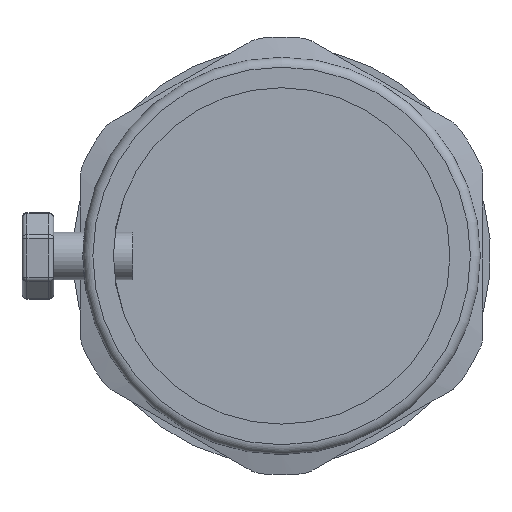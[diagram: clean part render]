
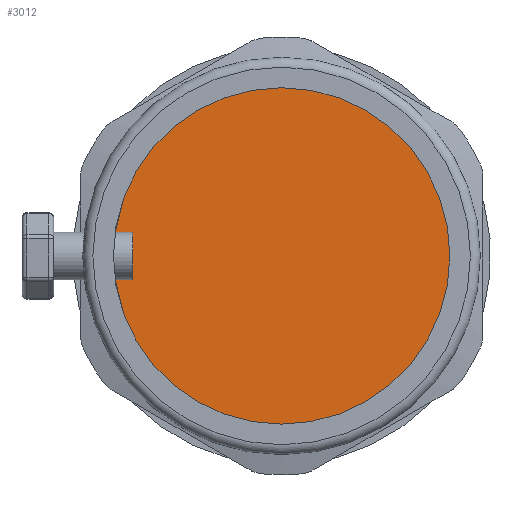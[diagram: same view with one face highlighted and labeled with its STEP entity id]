
A CAD part, front view. The second image highlights one B-rep face of the part: STEP entity #3012.
In plain terms, the highlighted planar face has unit normal (0, -1, 0).
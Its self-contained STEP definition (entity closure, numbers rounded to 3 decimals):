
#829=FACE_OUTER_BOUND('',#1013,.T.);
#1013=EDGE_LOOP('',(#2085));
#1207=CIRCLE('',#3229,16.975);
#1361=VERTEX_POINT('',#4359);
#1643=EDGE_CURVE('',#1361,#1361,#1207,.T.);
#2085=ORIENTED_EDGE('',*,*,#1643,.F.);
#2969=PLANE('',#3228);
#3012=ADVANCED_FACE('',(#829),#2969,.F.);
#3228=AXIS2_PLACEMENT_3D('',#4358,#3546,#3547);
#3229=AXIS2_PLACEMENT_3D('',#4360,#3548,#3549);
#3546=DIRECTION('center_axis',(0.,1.,0.));
#3547=DIRECTION('ref_axis',(0.,0.,1.));
#3548=DIRECTION('center_axis',(0.,1.,0.));
#3549=DIRECTION('ref_axis',(1.,0.,0.));
#4358=CARTESIAN_POINT('Origin',(0.,13.1,0.));
#4359=CARTESIAN_POINT('',(16.975,13.1,0.));
#4360=CARTESIAN_POINT('Origin',(0.,13.1,0.));
